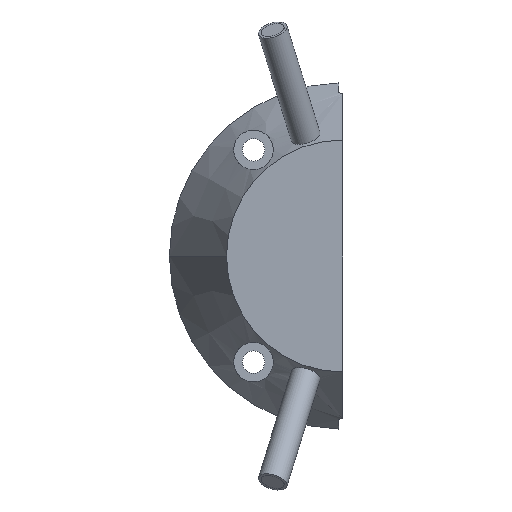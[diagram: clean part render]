
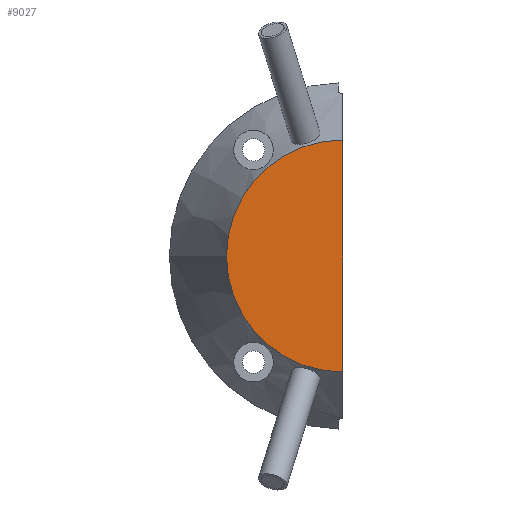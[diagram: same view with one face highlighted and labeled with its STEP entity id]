
A CAD part, left-side view. The second image highlights one B-rep face of the part: STEP entity #9027.
In plain terms, the highlighted planar face has unit normal (-1, 0, 0).
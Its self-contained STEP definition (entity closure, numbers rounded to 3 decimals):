
#8994=CARTESIAN_POINT('',(0.,0.,0.));
#8995=DIRECTION('',(1.,0.,0.));
#8996=DIRECTION('',(0.,1.,-0.));
#8997=AXIS2_PLACEMENT_3D('',#8994,#8995,#8996);
#8998=PLANE('',#8997);
#8999=CARTESIAN_POINT('',(0.,23.453,-0.));
#9000=VERTEX_POINT('',#8999);
#9001=CARTESIAN_POINT('',(0.,0.,23.453));
#9002=VERTEX_POINT('',#9001);
#9003=CARTESIAN_POINT('',(0.,0.,0.));
#9004=DIRECTION('',(1.,0.,0.));
#9005=DIRECTION('',(0.,0.,1.));
#9006=AXIS2_PLACEMENT_3D('',#9003,#9004,#9005);
#9007=CIRCLE('',#9006,23.453);
#9008=EDGE_CURVE('0:12352',#9000,#9002,#9007,.T.);
#9009=ORIENTED_EDGE('',*,*,#9008,.F.);
#9010=CARTESIAN_POINT('',(0.,0.,-23.453));
#9011=VERTEX_POINT('',#9010);
#9012=CARTESIAN_POINT('',(0.,0.,0.));
#9013=DIRECTION('',(1.,0.,0.));
#9014=DIRECTION('',(0.,0.,1.));
#9015=AXIS2_PLACEMENT_3D('',#9012,#9013,#9014);
#9016=CIRCLE('',#9015,23.453);
#9017=EDGE_CURVE('0:12352',#9011,#9000,#9016,.T.);
#9018=ORIENTED_EDGE('',*,*,#9017,.F.);
#9019=CARTESIAN_POINT('',(0.,0.,-23.453));
#9020=DIRECTION('',(0.,0.,1.));
#9021=VECTOR('',#9020,46.906);
#9022=LINE('',#9019,#9021);
#9023=EDGE_CURVE('0:12261',#9011,#9002,#9022,.T.);
#9024=ORIENTED_EDGE('',*,*,#9023,.T.);
#9025=EDGE_LOOP('',(#9009,#9018,#9024));
#9026=FACE_BOUND('',#9025,.T.);
#9027=ADVANCED_FACE('0:12045',(#9026),#8998,.F.);
